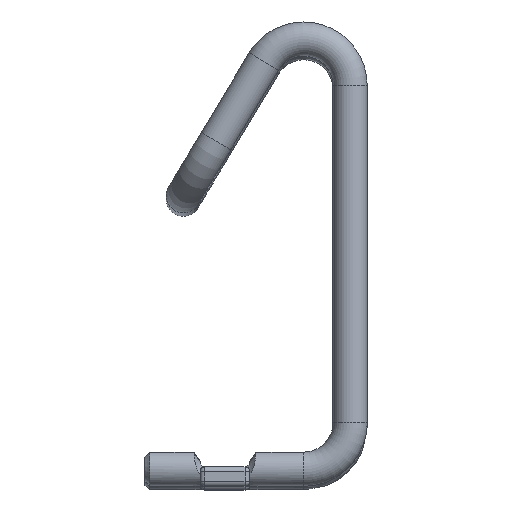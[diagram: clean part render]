
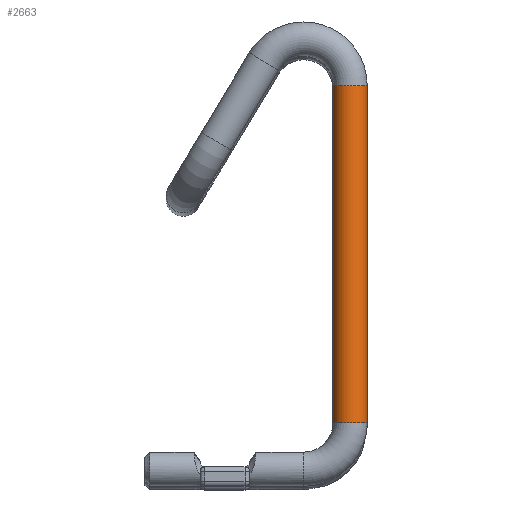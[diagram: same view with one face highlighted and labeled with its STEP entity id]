
A CAD part, top view. The second image highlights one B-rep face of the part: STEP entity #2663.
In plain terms, the highlighted cylindrical face has radius 3.5 mm (diameter 7 mm), a full revolution.
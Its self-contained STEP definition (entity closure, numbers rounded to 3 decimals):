
#2632=CARTESIAN_POINT('',(33.624,20.734,0.));
#2633=VERTEX_POINT('',#2632);
#2634=CARTESIAN_POINT('',(37.124,20.734,0.0));
#2635=DIRECTION('',(0.0,-1.0,0.0));
#2636=DIRECTION('',(1.0,0.0,0.0));
#2637=AXIS2_PLACEMENT_3D('',#2634,#2635,#2636);
#2638=CIRCLE('',#2637,3.5);
#2639=EDGE_CURVE('',#2633,#2633,#2638,.T.);
#2644=CARTESIAN_POINT('',(37.124,-48.266,0.0));
#2645=DIRECTION('',(0.,1.0,0.0));
#2646=DIRECTION('',(1.0,0.0,0.0));
#2647=AXIS2_PLACEMENT_3D('',#2644,#2645,#2646);
#2648=CYLINDRICAL_SURFACE('',#2647,3.5);
#2649=ORIENTED_EDGE('',*,*,#2639,.T.);
#2650=EDGE_LOOP('',(#2649));
#2651=FACE_OUTER_BOUND('',#2650,.T.);
#2652=CARTESIAN_POINT('',(33.624,-48.266,0.));
#2653=VERTEX_POINT('',#2652);
#2654=CARTESIAN_POINT('',(37.124,-48.266,0.0));
#2655=DIRECTION('',(0.0,-1.0,0.0));
#2656=DIRECTION('',(1.0,0.0,0.0));
#2657=AXIS2_PLACEMENT_3D('',#2654,#2655,#2656);
#2658=CIRCLE('',#2657,3.5);
#2659=EDGE_CURVE('',#2653,#2653,#2658,.T.);
#2660=ORIENTED_EDGE('',*,*,#2659,.F.);
#2661=EDGE_LOOP('',(#2660));
#2662=FACE_BOUND('',#2661,.T.);
#2663=ADVANCED_FACE('',(#2651,#2662),#2648,.T.);
